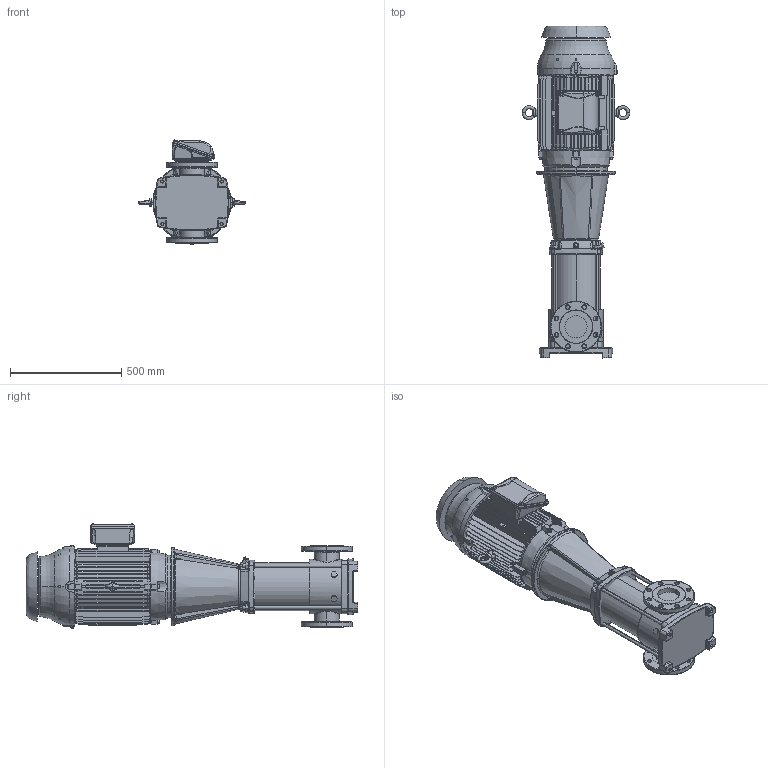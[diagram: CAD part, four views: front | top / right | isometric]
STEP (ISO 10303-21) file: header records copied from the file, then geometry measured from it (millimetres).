
FILE_DESCRIPTION (( 'STEP AP203' ), '1' );
FILE_NAME ('3303137 - MVI-320-3_2-30 HP-286TSC-304-E-230_460~3.step', '2022-03-30T20:08:03', ( '' ), ( '' ), 'SwSTEP 2.0', 'SolidWorks 2021', '' );
FILE_SCHEMA (( 'CONFIG_CONTROL_DESIGN' ));
Length unit declared in the file: inch
Products named in the file (5): 3303137 - MVI-320-3_2-30 HP-286TSC-304-E-230_460~3; SBI(N)64-3-2; TEFC MOTOR_2704071 - NEMA V2 30HP 284_6TSC 230_460~3 TEFC; 2704071 - NEMA V2 30HP 284_6TSC 230_460~3 TEFC; MVI PEO - [304-EPDM]_3304137 - MVI-320-3_2-30 HP-286TSC-304-E-S
Assembly tree (4 placements, depth 3):
  3303137 - MVI-320-3_2-30 HP-286TSC-304-E-230_460~3
    MVI PEO - [304-EPDM]_3304137 - MVI-320-3_2-30 HP-286TSC-304-E-S
      SBI(N)64-3-2
    TEFC MOTOR_2704071 - NEMA V2 30HP 284_6TSC 230_460~3 TEFC
      2704071 - NEMA V2 30HP 284_6TSC 230_460~3 TEFC
Bounding box: 483 x 1488.8 x 466.9 mm (x, y, z)
Volume: 94020693.7 mm3; surface area: 3524892 mm2
Topology: 8 solids, 21 shells, 2541 faces, 6766 edges, 4359 vertices
Faces by surface type: plane 921, cylinder 822, bspline 444, cone 313, torus 31, sphere 10
Entity records: 111492 total; most frequent: CARTESIAN_POINT 51638, ORIENTED_EDGE 13444, DIRECTION 11224, EDGE_CURVE 6722, AXIS2_PLACEMENT_3D 4359, VERTEX_POINT 4355, EDGE_LOOP 2731, FACE_OUTER_BOUND 2541
